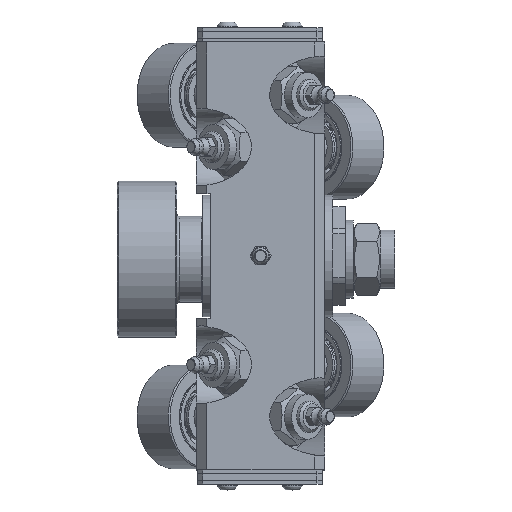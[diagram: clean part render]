
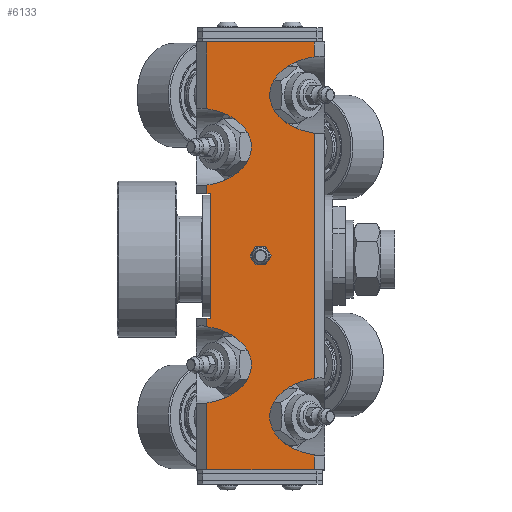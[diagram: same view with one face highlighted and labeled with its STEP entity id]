
A CAD part, top view. The second image highlights one B-rep face of the part: STEP entity #6133.
In plain terms, the highlighted planar face has unit normal (0, 0, 1).
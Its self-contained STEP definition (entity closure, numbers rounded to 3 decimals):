
#385=ELLIPSE('',#6964,21.213,15.);
#386=ELLIPSE('',#6969,21.213,15.);
#388=ELLIPSE('',#6977,21.213,15.);
#389=ELLIPSE('',#6978,21.213,15.);
#390=ELLIPSE('',#6979,21.213,15.);
#391=ELLIPSE('',#6980,21.213,15.);
#404=FACE_BOUND('',#1055,.T.);
#513=PLANE('',#6976);
#700=FACE_OUTER_BOUND('',#1054,.T.);
#1054=EDGE_LOOP('',(#4459,#4460,#4461,#4462,#4463,#4464,#4465,#4466,#4467,
#4468,#4469,#4470,#4471,#4472,#4473,#4474,#4475,#4476));
#1055=EDGE_LOOP('',(#4477));
#1451=CIRCLE('',#6907,2.459);
#1895=LINE('',#9803,#2264);
#1901=LINE('',#9814,#2270);
#1906=LINE('',#9838,#2275);
#1928=LINE('',#9919,#2297);
#1930=LINE('',#9926,#2299);
#1950=LINE('',#10483,#2319);
#1964=LINE('',#10567,#2333);
#1965=LINE('',#10569,#2334);
#1966=LINE('',#10575,#2335);
#1967=LINE('',#10581,#2336);
#1968=LINE('',#10583,#2337);
#1969=LINE('',#10584,#2338);
#2264=VECTOR('',#7642,10.);
#2270=VECTOR('',#7650,10.);
#2275=VECTOR('',#7657,10.);
#2297=VECTOR('',#7723,10.);
#2299=VECTOR('',#7731,10.);
#2319=VECTOR('',#7831,10.);
#2333=VECTOR('',#7947,10.);
#2334=VECTOR('',#7948,10.);
#2335=VECTOR('',#7953,10.);
#2336=VECTOR('',#7958,10.);
#2337=VECTOR('',#7959,10.);
#2338=VECTOR('',#7960,10.);
#2645=VERTEX_POINT('',#9800);
#2646=VERTEX_POINT('',#9802);
#2650=VERTEX_POINT('',#9812);
#2654=VERTEX_POINT('',#9836);
#2691=VERTEX_POINT('',#9918);
#2693=VERTEX_POINT('',#9924);
#2710=VERTEX_POINT('',#10082);
#2724=VERTEX_POINT('',#10480);
#2725=VERTEX_POINT('',#10482);
#2740=VERTEX_POINT('',#10546);
#2742=VERTEX_POINT('',#10554);
#2745=VERTEX_POINT('',#10568);
#2746=VERTEX_POINT('',#10570);
#2747=VERTEX_POINT('',#10572);
#2748=VERTEX_POINT('',#10574);
#2749=VERTEX_POINT('',#10576);
#2750=VERTEX_POINT('',#10578);
#2751=VERTEX_POINT('',#10580);
#2752=VERTEX_POINT('',#10582);
#3262=EDGE_CURVE('',#2646,#2645,#1895,.T.);
#3268=EDGE_CURVE('',#2645,#2650,#1901,.T.);
#3274=EDGE_CURVE('',#2650,#2654,#1906,.T.);
#3314=EDGE_CURVE('',#2646,#2691,#1928,.T.);
#3318=EDGE_CURVE('',#2693,#2654,#1930,.T.);
#3343=EDGE_CURVE('',#2710,#2710,#1451,.T.);
#3370=EDGE_CURVE('',#2724,#2725,#1950,.T.);
#3403=EDGE_CURVE('',#2740,#2691,#385,.T.);
#3407=EDGE_CURVE('',#2693,#2742,#386,.T.);
#3414=EDGE_CURVE('',#2725,#2742,#1964,.T.);
#3415=EDGE_CURVE('',#2745,#2724,#1965,.T.);
#3416=EDGE_CURVE('',#2745,#2746,#388,.T.);
#3417=EDGE_CURVE('',#2746,#2747,#389,.T.);
#3418=EDGE_CURVE('',#2748,#2747,#1966,.T.);
#3419=EDGE_CURVE('',#2748,#2749,#390,.T.);
#3420=EDGE_CURVE('',#2749,#2750,#391,.T.);
#3421=EDGE_CURVE('',#2751,#2750,#1967,.T.);
#3422=EDGE_CURVE('',#2752,#2751,#1968,.T.);
#3423=EDGE_CURVE('',#2740,#2752,#1969,.T.);
#4459=ORIENTED_EDGE('',*,*,#3274,.T.);
#4460=ORIENTED_EDGE('',*,*,#3318,.F.);
#4461=ORIENTED_EDGE('',*,*,#3407,.T.);
#4462=ORIENTED_EDGE('',*,*,#3414,.F.);
#4463=ORIENTED_EDGE('',*,*,#3370,.F.);
#4464=ORIENTED_EDGE('',*,*,#3415,.F.);
#4465=ORIENTED_EDGE('',*,*,#3416,.T.);
#4466=ORIENTED_EDGE('',*,*,#3417,.T.);
#4467=ORIENTED_EDGE('',*,*,#3418,.F.);
#4468=ORIENTED_EDGE('',*,*,#3419,.T.);
#4469=ORIENTED_EDGE('',*,*,#3420,.T.);
#4470=ORIENTED_EDGE('',*,*,#3421,.F.);
#4471=ORIENTED_EDGE('',*,*,#3422,.F.);
#4472=ORIENTED_EDGE('',*,*,#3423,.F.);
#4473=ORIENTED_EDGE('',*,*,#3403,.T.);
#4474=ORIENTED_EDGE('',*,*,#3314,.F.);
#4475=ORIENTED_EDGE('',*,*,#3262,.T.);
#4476=ORIENTED_EDGE('',*,*,#3268,.T.);
#4477=ORIENTED_EDGE('',*,*,#3343,.T.);
#6133=ADVANCED_FACE('',(#700,#404),#513,.T.);
#6907=AXIS2_PLACEMENT_3D('',#10083,#7781,#7782);
#6964=AXIS2_PLACEMENT_3D('',#10547,#7918,#7919);
#6969=AXIS2_PLACEMENT_3D('',#10555,#7929,#7930);
#6976=AXIS2_PLACEMENT_3D('',#10566,#7945,#7946);
#6977=AXIS2_PLACEMENT_3D('',#10571,#7949,#7950);
#6978=AXIS2_PLACEMENT_3D('',#10573,#7951,#7952);
#6979=AXIS2_PLACEMENT_3D('',#10577,#7954,#7955);
#6980=AXIS2_PLACEMENT_3D('',#10579,#7956,#7957);
#7642=DIRECTION('',(1.,0.,0.));
#7650=DIRECTION('',(0.,-1.,0.));
#7657=DIRECTION('',(-1.,0.,0.));
#7723=DIRECTION('',(0.,1.,0.));
#7731=DIRECTION('',(0.,1.,0.));
#7781=DIRECTION('center_axis',(0.,0.,-1.));
#7782=DIRECTION('ref_axis',(1.,0.,0.));
#7831=DIRECTION('',(-1.,0.,0.));
#7918=DIRECTION('center_axis',(0.,0.,-1.));
#7919=DIRECTION('ref_axis',(1.,0.,0.));
#7929=DIRECTION('center_axis',(0.,0.,-1.));
#7930=DIRECTION('ref_axis',(1.,0.,0.));
#7945=DIRECTION('center_axis',(0.,0.,1.));
#7946=DIRECTION('ref_axis',(1.,0.,0.));
#7947=DIRECTION('',(0.,1.,0.));
#7948=DIRECTION('',(0.,-1.,0.));
#7949=DIRECTION('center_axis',(0.,0.,-1.));
#7950=DIRECTION('ref_axis',(1.,0.,0.));
#7951=DIRECTION('center_axis',(0.,0.,-1.));
#7952=DIRECTION('ref_axis',(1.,0.,0.));
#7953=DIRECTION('',(0.,-1.,0.));
#7954=DIRECTION('center_axis',(0.,0.,-1.));
#7955=DIRECTION('ref_axis',(1.,0.,0.));
#7956=DIRECTION('center_axis',(0.,0.,-1.));
#7957=DIRECTION('ref_axis',(1.,0.,0.));
#7958=DIRECTION('',(0.,-1.,0.));
#7959=DIRECTION('',(1.,0.,0.));
#7960=DIRECTION('',(0.,1.,0.));
#9800=CARTESIAN_POINT('',(-19.25,24.,24.75));
#9802=CARTESIAN_POINT('',(-20.714,24.,24.75));
#9803=CARTESIAN_POINT('',(-24.75,24.,24.75));
#9812=CARTESIAN_POINT('',(-19.25,-24.,24.75));
#9814=CARTESIAN_POINT('',(-19.25,0.,24.75));
#9836=CARTESIAN_POINT('',(-20.714,-24.,24.75));
#9838=CARTESIAN_POINT('',(-24.75,-24.,24.75));
#9918=CARTESIAN_POINT('',(-20.714,27.274,24.75));
#9919=CARTESIAN_POINT('',(-20.714,0.,24.75));
#9924=CARTESIAN_POINT('',(-20.714,-27.274,24.75));
#9926=CARTESIAN_POINT('',(-20.714,0.,24.75));
#10082=CARTESIAN_POINT('',(-2.459,0.,24.75));
#10083=CARTESIAN_POINT('Origin',(0.,0.,24.75));
#10480=CARTESIAN_POINT('',(20.714,-82.5,24.75));
#10482=CARTESIAN_POINT('',(-20.714,-82.5,24.75));
#10483=CARTESIAN_POINT('',(-24.75,-82.5,24.75));
#10546=CARTESIAN_POINT('',(-20.714,56.726,24.75));
#10547=CARTESIAN_POINT('Origin',(-24.75,42.,24.75));
#10554=CARTESIAN_POINT('',(-20.714,-56.726,24.75));
#10555=CARTESIAN_POINT('Origin',(-24.75,-42.,24.75));
#10566=CARTESIAN_POINT('Origin',(-24.75,0.,24.75));
#10567=CARTESIAN_POINT('',(-20.714,0.,24.75));
#10568=CARTESIAN_POINT('',(20.714,-76.726,24.75));
#10569=CARTESIAN_POINT('',(20.714,0.,24.75));
#10570=CARTESIAN_POINT('',(3.537,-62.,24.75));
#10571=CARTESIAN_POINT('Origin',(24.75,-62.,24.75));
#10572=CARTESIAN_POINT('',(20.714,-47.274,24.75));
#10573=CARTESIAN_POINT('Origin',(24.75,-62.,24.75));
#10574=CARTESIAN_POINT('',(20.714,47.274,24.75));
#10575=CARTESIAN_POINT('',(20.714,0.,24.75));
#10576=CARTESIAN_POINT('',(3.537,62.,24.75));
#10577=CARTESIAN_POINT('Origin',(24.75,62.,24.75));
#10578=CARTESIAN_POINT('',(20.714,76.726,24.75));
#10579=CARTESIAN_POINT('Origin',(24.75,62.,24.75));
#10580=CARTESIAN_POINT('',(20.714,82.5,24.75));
#10581=CARTESIAN_POINT('',(20.714,0.,24.75));
#10582=CARTESIAN_POINT('',(-20.714,82.5,24.75));
#10583=CARTESIAN_POINT('',(-24.75,82.5,24.75));
#10584=CARTESIAN_POINT('',(-20.714,0.,24.75));
